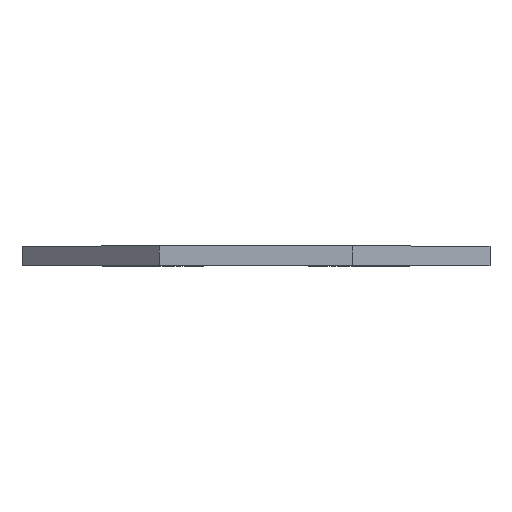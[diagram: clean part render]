
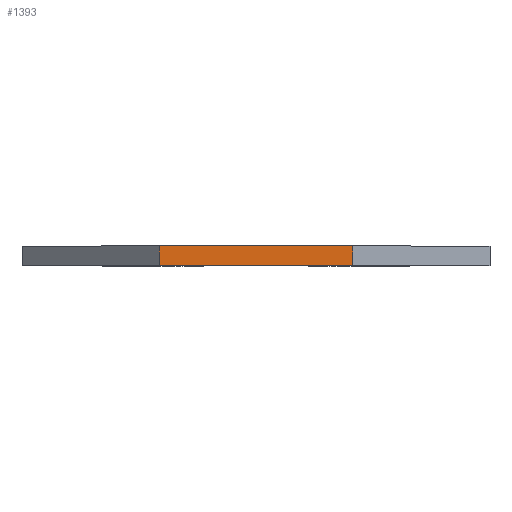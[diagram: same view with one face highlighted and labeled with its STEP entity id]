
A CAD part, top view. The second image highlights one B-rep face of the part: STEP entity #1393.
In plain terms, the highlighted planar face has unit normal (0, 0, 1).
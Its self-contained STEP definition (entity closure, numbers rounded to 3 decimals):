
#143 = DIRECTION ( 'NONE',  ( 0., 0., -1. ) ) ;
#206 = EDGE_CURVE ( 'NONE', #2550, #2125, #1416, .T. ) ;
#297 = CARTESIAN_POINT ( 'NONE',  ( 25., 0., 60.355 ) ) ;
#332 = VECTOR ( 'NONE', #2386, 1000. ) ;
#411 = DIRECTION ( 'NONE',  ( 0., -1., 0. ) ) ;
#512 = LINE ( 'NONE', #2494, #1433 ) ;
#530 = EDGE_CURVE ( 'NONE', #2550, #2446, #1171, .T. ) ;
#649 = AXIS2_PLACEMENT_3D ( 'NONE', #1198, #143, #840 ) ;
#696 = CARTESIAN_POINT ( 'NONE',  ( 25., 5., 60.355 ) ) ;
#708 = CARTESIAN_POINT ( 'NONE',  ( 25., 5., 60.355 ) ) ;
#787 = EDGE_LOOP ( 'NONE', ( #1388, #2634, #999, #2455 ) ) ;
#828 = CARTESIAN_POINT ( 'NONE',  ( -25., 0., 60.355 ) ) ;
#840 = DIRECTION ( 'NONE',  ( -1., 0., 0. ) ) ;
#999 = ORIENTED_EDGE ( 'NONE', *, *, #206, .F. ) ;
#1069 = CARTESIAN_POINT ( 'NONE',  ( -25., 5., 60.355 ) ) ;
#1118 = VECTOR ( 'NONE', #1789, 1000. ) ;
#1171 = LINE ( 'NONE', #1387, #2221 ) ;
#1198 = CARTESIAN_POINT ( 'NONE',  ( 25., 5., 60.355 ) ) ;
#1329 = LINE ( 'NONE', #297, #1118 ) ;
#1387 = CARTESIAN_POINT ( 'NONE',  ( -25., 5., 60.355 ) ) ;
#1388 = ORIENTED_EDGE ( 'NONE', *, *, #2656, .T. ) ;
#1393 = ADVANCED_FACE ( 'NONE', ( #2474 ), #2469, .F. ) ;
#1416 = LINE ( 'NONE', #696, #332 ) ;
#1433 = VECTOR ( 'NONE', #411, 1000. ) ;
#1789 = DIRECTION ( 'NONE',  ( 1., 0., 0. ) ) ;
#1974 = CARTESIAN_POINT ( 'NONE',  ( 25., 0., 60.355 ) ) ;
#2125 = VERTEX_POINT ( 'NONE', #708 ) ;
#2221 = VECTOR ( 'NONE', #2441, 1000. ) ;
#2360 = EDGE_CURVE ( 'NONE', #2125, #2690, #512, .T. ) ;
#2386 = DIRECTION ( 'NONE',  ( 1., 0., 0. ) ) ;
#2441 = DIRECTION ( 'NONE',  ( 0., -1., 0. ) ) ;
#2446 = VERTEX_POINT ( 'NONE', #828 ) ;
#2455 = ORIENTED_EDGE ( 'NONE', *, *, #530, .T. ) ;
#2469 = PLANE ( 'NONE',  #649 ) ;
#2474 = FACE_OUTER_BOUND ( 'NONE', #787, .T. ) ;
#2494 = CARTESIAN_POINT ( 'NONE',  ( 25., 5., 60.355 ) ) ;
#2550 = VERTEX_POINT ( 'NONE', #1069 ) ;
#2634 = ORIENTED_EDGE ( 'NONE', *, *, #2360, .F. ) ;
#2656 = EDGE_CURVE ( 'NONE', #2446, #2690, #1329, .T. ) ;
#2690 = VERTEX_POINT ( 'NONE', #1974 ) ;
